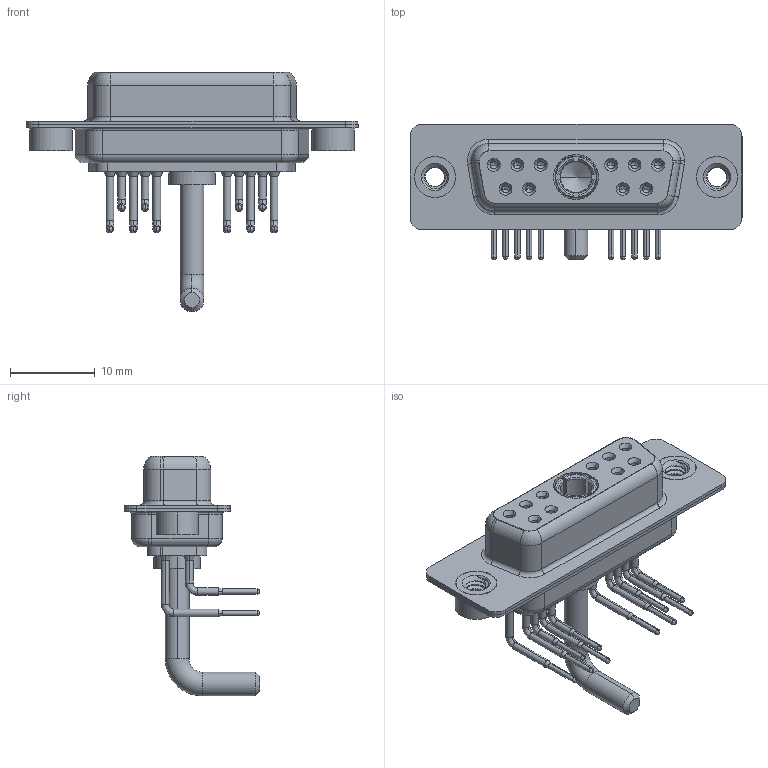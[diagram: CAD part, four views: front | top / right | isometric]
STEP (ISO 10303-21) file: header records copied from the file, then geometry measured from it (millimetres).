
FILE_DESCRIPTION (( 'STEP AP203' ), '1' );
FILE_NAME ('630-11W1250-2N2.STEP', '2022-05-31T10:52:26', ( '' ), ( '' ), 'SwSTEP 2.0', 'SolidWorks 2020', '' );
FILE_SCHEMA (( 'CONFIG_CONTROL_DESIGN' ));
Length unit declared in the file: millimetre
Products named in the file (8): 630Combo Contact Row 2; 630Combo Contact Row 1; 630Combo Threaded Rivet_2; 630Combo Shell Rear_15 Contacts; 630Combo Housing_11W1; 630-11W1250-2N2; Power Socket_Ext 20A RA; 630Combo Shell Front_15 Contacts
Assembly tree (16 placements, depth 2):
  630-11W1250-2N2
    630Combo Housing_11W1
    630Combo Shell Front_15 Contacts
    630Combo Shell Rear_15 Contacts
    630Combo Threaded Rivet_2  x2
    Power Socket_Ext 20A RA
    630Combo Contact Row 1  x6
    630Combo Contact Row 2  x4
Bounding box: 39.2 x 16 x 28.33 mm (x, y, z)
Volume: 2690.8 mm3; surface area: 6334.8 mm2
Topology: 17 solids, 17 shells, 887 faces, 2241 edges, 1410 vertices
Faces by surface type: cylinder 392, plane 246, cone 139, torus 63, bspline 47
Entity records: 18678 total; most frequent: CARTESIAN_POINT 4717, DIRECTION 2899, ORIENTED_EDGE 2584, EDGE_CURVE 1292, AXIS2_PLACEMENT_3D 1195, VERTEX_POINT 822, CIRCLE 654, EDGE_LOOP 618
